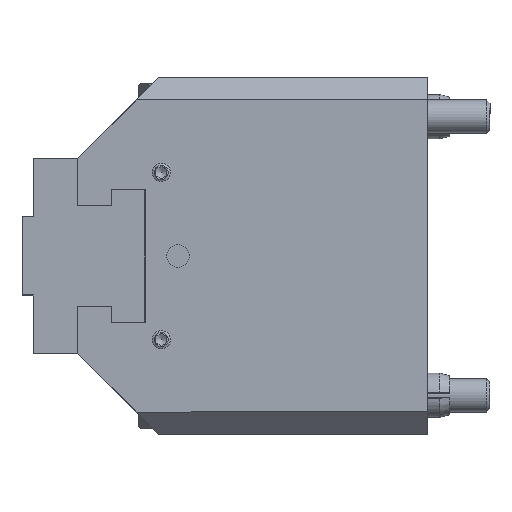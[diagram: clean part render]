
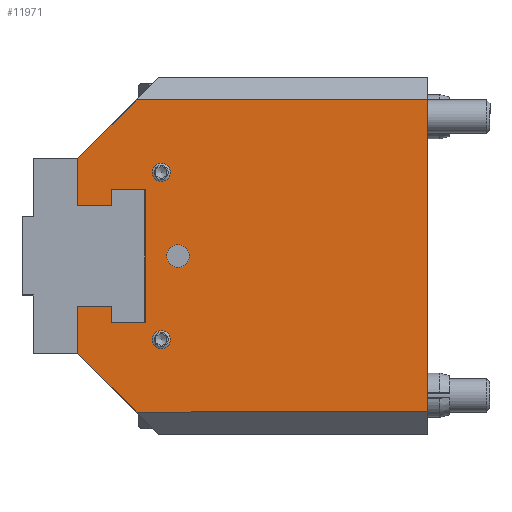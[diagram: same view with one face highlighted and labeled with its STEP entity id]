
A CAD part, front view. The second image highlights one B-rep face of the part: STEP entity #11971.
In plain terms, the highlighted face is planar.
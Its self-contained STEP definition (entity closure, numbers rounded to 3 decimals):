
#280=FACE_BOUND('',#1530,.T.);
#281=FACE_BOUND('',#1531,.T.);
#282=FACE_BOUND('',#1532,.T.);
#387=PLANE('',#12725);
#837=FACE_OUTER_BOUND('',#1529,.T.);
#1529=EDGE_LOOP('',(#7757,#7758,#7759,#7760,#7761,#7762,#7763,#7764,#7765,
#7766,#7767,#7768,#7769,#7770));
#1530=EDGE_LOOP('',(#7771));
#1531=EDGE_LOOP('',(#7772));
#1532=EDGE_LOOP('',(#7773));
#2328=CIRCLE('',#12726,2.067);
#2329=CIRCLE('',#12727,1.621);
#2330=CIRCLE('',#12728,1.621);
#2752=LINE('',#17216,#3855);
#2753=LINE('',#17218,#3856);
#2754=LINE('',#17220,#3857);
#2755=LINE('',#17222,#3858);
#2756=LINE('',#17224,#3859);
#2757=LINE('',#17226,#3860);
#2758=LINE('',#17228,#3861);
#2759=LINE('',#17230,#3862);
#2760=LINE('',#17232,#3863);
#2761=LINE('',#17234,#3864);
#2762=LINE('',#17236,#3865);
#2763=LINE('',#17238,#3866);
#2764=LINE('',#17240,#3867);
#2765=LINE('',#17241,#3868);
#3855=VECTOR('',#13868,10.);
#3856=VECTOR('',#13869,10.);
#3857=VECTOR('',#13870,10.);
#3858=VECTOR('',#13871,10.);
#3859=VECTOR('',#13872,10.);
#3860=VECTOR('',#13873,10.);
#3861=VECTOR('',#13874,10.);
#3862=VECTOR('',#13875,10.);
#3863=VECTOR('',#13876,10.);
#3864=VECTOR('',#13877,10.);
#3865=VECTOR('',#13878,10.);
#3866=VECTOR('',#13879,10.);
#3867=VECTOR('',#13880,10.);
#3868=VECTOR('',#13881,10.);
#4966=VERTEX_POINT('',#17214);
#4967=VERTEX_POINT('',#17215);
#4968=VERTEX_POINT('',#17217);
#4969=VERTEX_POINT('',#17219);
#4970=VERTEX_POINT('',#17221);
#4971=VERTEX_POINT('',#17223);
#4972=VERTEX_POINT('',#17225);
#4973=VERTEX_POINT('',#17227);
#4974=VERTEX_POINT('',#17229);
#4975=VERTEX_POINT('',#17231);
#4976=VERTEX_POINT('',#17233);
#4977=VERTEX_POINT('',#17235);
#4978=VERTEX_POINT('',#17237);
#4979=VERTEX_POINT('',#17239);
#4980=VERTEX_POINT('',#17242);
#4981=VERTEX_POINT('',#17244);
#4982=VERTEX_POINT('',#17246);
#6067=EDGE_CURVE('',#4966,#4967,#2752,.T.);
#6068=EDGE_CURVE('',#4967,#4968,#2753,.T.);
#6069=EDGE_CURVE('',#4968,#4969,#2754,.T.);
#6070=EDGE_CURVE('',#4969,#4970,#2755,.T.);
#6071=EDGE_CURVE('',#4970,#4971,#2756,.T.);
#6072=EDGE_CURVE('',#4971,#4972,#2757,.T.);
#6073=EDGE_CURVE('',#4972,#4973,#2758,.T.);
#6074=EDGE_CURVE('',#4973,#4974,#2759,.T.);
#6075=EDGE_CURVE('',#4975,#4974,#2760,.T.);
#6076=EDGE_CURVE('',#4976,#4975,#2761,.T.);
#6077=EDGE_CURVE('',#4977,#4976,#2762,.T.);
#6078=EDGE_CURVE('',#4977,#4978,#2763,.T.);
#6079=EDGE_CURVE('',#4978,#4979,#2764,.T.);
#6080=EDGE_CURVE('',#4979,#4966,#2765,.T.);
#6081=EDGE_CURVE('',#4980,#4980,#2328,.T.);
#6082=EDGE_CURVE('',#4981,#4981,#2329,.T.);
#6083=EDGE_CURVE('',#4982,#4982,#2330,.T.);
#7757=ORIENTED_EDGE('',*,*,#6067,.T.);
#7758=ORIENTED_EDGE('',*,*,#6068,.T.);
#7759=ORIENTED_EDGE('',*,*,#6069,.T.);
#7760=ORIENTED_EDGE('',*,*,#6070,.T.);
#7761=ORIENTED_EDGE('',*,*,#6071,.T.);
#7762=ORIENTED_EDGE('',*,*,#6072,.T.);
#7763=ORIENTED_EDGE('',*,*,#6073,.T.);
#7764=ORIENTED_EDGE('',*,*,#6074,.T.);
#7765=ORIENTED_EDGE('',*,*,#6075,.F.);
#7766=ORIENTED_EDGE('',*,*,#6076,.F.);
#7767=ORIENTED_EDGE('',*,*,#6077,.F.);
#7768=ORIENTED_EDGE('',*,*,#6078,.T.);
#7769=ORIENTED_EDGE('',*,*,#6079,.T.);
#7770=ORIENTED_EDGE('',*,*,#6080,.T.);
#7771=ORIENTED_EDGE('',*,*,#6081,.T.);
#7772=ORIENTED_EDGE('',*,*,#6082,.T.);
#7773=ORIENTED_EDGE('',*,*,#6083,.T.);
#11971=ADVANCED_FACE('',(#837,#280,#281,#282),#387,.F.);
#12725=AXIS2_PLACEMENT_3D('',#17213,#13866,#13867);
#12726=AXIS2_PLACEMENT_3D('',#17243,#13882,#13883);
#12727=AXIS2_PLACEMENT_3D('',#17245,#13884,#13885);
#12728=AXIS2_PLACEMENT_3D('',#17247,#13886,#13887);
#13866=DIRECTION('center_axis',(-1.,0.,0.));
#13867=DIRECTION('ref_axis',(0.,-1.,0.));
#13868=DIRECTION('',(0.,1.,0.));
#13869=DIRECTION('',(0.,0.,-1.));
#13870=DIRECTION('',(0.,-1.,0.));
#13871=DIRECTION('',(0.,0.,1.));
#13872=DIRECTION('',(0.,1.,0.));
#13873=DIRECTION('',(0.,0.,1.));
#13874=DIRECTION('',(0.,-1.,0.));
#13875=DIRECTION('',(0.,-0.707,-0.707));
#13876=DIRECTION('',(0.,0.,1.));
#13877=DIRECTION('',(0.,-1.,0.));
#13878=DIRECTION('',(0.,0.,-1.));
#13879=DIRECTION('',(0.,-0.707,0.707));
#13880=DIRECTION('',(0.,-1.,0.));
#13881=DIRECTION('',(0.,0.,-1.));
#13882=DIRECTION('center_axis',(-1.,0.,0.));
#13883=DIRECTION('ref_axis',(0.,1.,0.));
#13884=DIRECTION('center_axis',(-1.,0.,0.));
#13885=DIRECTION('ref_axis',(0.,1.,0.));
#13886=DIRECTION('center_axis',(-1.,0.,0.));
#13887=DIRECTION('ref_axis',(0.,1.,0.));
#17213=CARTESIAN_POINT('Origin',(36.983,-14.692,22.571));
#17214=CARTESIAN_POINT('',(36.983,-5.692,36.));
#17215=CARTESIAN_POINT('',(36.983,-2.692,36.));
#17216=CARTESIAN_POINT('',(36.983,-8.692,36.));
#17217=CARTESIAN_POINT('',(36.983,-2.692,29.8));
#17218=CARTESIAN_POINT('',(36.983,-2.692,26.186));
#17219=CARTESIAN_POINT('',(36.983,-26.692,29.8));
#17220=CARTESIAN_POINT('',(36.983,-20.692,29.8));
#17221=CARTESIAN_POINT('',(36.983,-26.692,36.));
#17222=CARTESIAN_POINT('',(36.983,-26.692,29.286));
#17223=CARTESIAN_POINT('',(36.983,-23.692,36.));
#17224=CARTESIAN_POINT('',(36.983,-26.292,36.));
#17225=CARTESIAN_POINT('',(36.983,-23.692,42.));
#17226=CARTESIAN_POINT('',(36.983,-23.692,36.));
#17227=CARTESIAN_POINT('',(36.983,-32.192,42.));
#17228=CARTESIAN_POINT('',(36.983,-23.692,42.));
#17229=CARTESIAN_POINT('',(36.983,-42.692,31.5));
#17230=CARTESIAN_POINT('',(36.983,-32.192,42.));
#17231=CARTESIAN_POINT('',(36.983,-42.692,-20.8));
#17232=CARTESIAN_POINT('',(36.983,-42.692,-20.8));
#17233=CARTESIAN_POINT('',(36.983,13.308,-20.8));
#17234=CARTESIAN_POINT('',(36.983,17.308,-20.8));
#17235=CARTESIAN_POINT('',(36.983,13.308,31.5));
#17236=CARTESIAN_POINT('',(36.983,13.308,13.786));
#17237=CARTESIAN_POINT('',(36.983,2.808,42.));
#17238=CARTESIAN_POINT('',(36.983,17.308,27.5));
#17239=CARTESIAN_POINT('',(36.983,-5.692,42.));
#17240=CARTESIAN_POINT('',(36.983,2.808,42.));
#17241=CARTESIAN_POINT('',(36.983,-5.692,42.));
#17242=CARTESIAN_POINT('',(36.983,-16.759,24.));
#17243=CARTESIAN_POINT('Origin',(36.983,-14.692,24.));
#17244=CARTESIAN_POINT('',(36.983,-31.313,27.));
#17245=CARTESIAN_POINT('Origin',(36.983,-29.692,27.));
#17246=CARTESIAN_POINT('',(36.983,-1.313,27.));
#17247=CARTESIAN_POINT('Origin',(36.983,0.308,27.));
